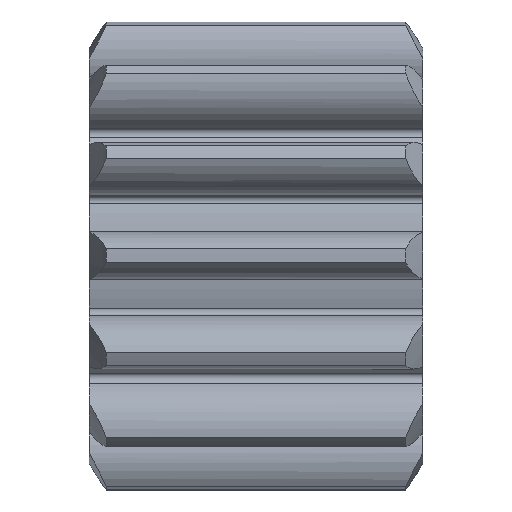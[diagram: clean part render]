
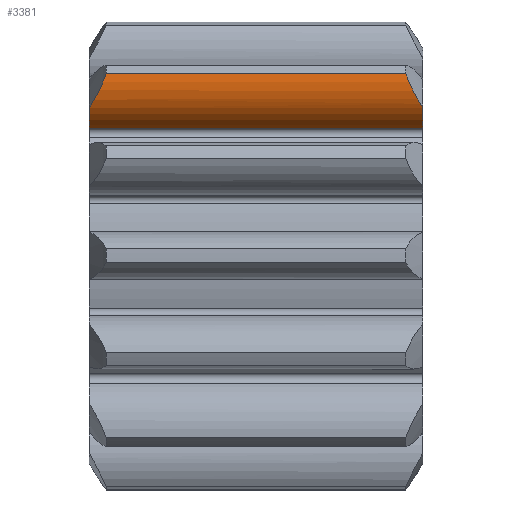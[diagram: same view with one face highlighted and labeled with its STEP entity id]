
A CAD part, top view. The second image highlights one B-rep face of the part: STEP entity #3381.
In plain terms, the highlighted cylindrical face has radius 2.226 mm (diameter 4.452 mm), a partial arc.
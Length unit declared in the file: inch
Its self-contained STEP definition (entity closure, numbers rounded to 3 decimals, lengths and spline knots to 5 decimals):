
#509=CARTESIAN_POINT('',(0.28,0.24755,0.24743));
#510=VERTEX_POINT('',#509);
#518=CARTESIAN_POINT('',(0.28,0.21372,0.2113));
#519=VERTEX_POINT('',#518);
#520=CARTESIAN_POINT('',(0.28,0.29201,0.17191));
#521=DIRECTION('',(1.0,0.0,0.0));
#522=DIRECTION('',(0.0,-0.151,-0.989));
#523=AXIS2_PLACEMENT_3D('',#520,#521,#522);
#524=CIRCLE('',#523,0.08763);
#525=EDGE_CURVE('',#510,#519,#524,.T.);
#1664=CARTESIAN_POINT('',(-0.28,0.21372,0.2113));
#1665=VERTEX_POINT('',#1664);
#1673=CARTESIAN_POINT('',(-0.28,0.24755,0.24743));
#1674=VERTEX_POINT('',#1673);
#1675=CARTESIAN_POINT('',(-0.28,0.29201,0.17191));
#1676=DIRECTION('',(-1.0,0.0,0.0));
#1677=DIRECTION('',(0.0,-0.151,-0.989));
#1678=AXIS2_PLACEMENT_3D('',#1675,#1676,#1677);
#1679=CIRCLE('',#1678,0.08763);
#1680=EDGE_CURVE('',#1665,#1674,#1679,.T.);
#3330=CARTESIAN_POINT('',(0.28,0.21372,0.2113));
#3331=DIRECTION('',(-1.0,0.0,0.0));
#3332=VECTOR('',#3331,0.56);
#3333=LINE('',#3330,#3332);
#3334=EDGE_CURVE('',#519,#1665,#3333,.T.);
#3339=CARTESIAN_POINT('',(0.28,0.29201,0.17191));
#3340=DIRECTION('',(-1.0,0.0,0.0));
#3341=DIRECTION('',(0.0,-0.151,-0.989));
#3342=AXIS2_PLACEMENT_3D('',#3339,#3340,#3341);
#3343=CYLINDRICAL_SURFACE('',#3342,0.08763);
#3344=ORIENTED_EDGE('',*,*,#1680,.F.);
#3345=ORIENTED_EDGE('',*,*,#3334,.F.);
#3346=ORIENTED_EDGE('',*,*,#525,.F.);
#3347=CARTESIAN_POINT('',(0.25113,0.30521,0.25854));
#3348=VERTEX_POINT('',#3347);
#3349=CARTESIAN_POINT('',(0.25113,0.30521,0.25854));
#3350=CARTESIAN_POINT('',(0.25145,0.30438,0.25867));
#3351=CARTESIAN_POINT('',(0.25178,0.30354,0.25878));
#3352=CARTESIAN_POINT('',(0.25736,0.28933,0.26054));
#3353=CARTESIAN_POINT('',(0.2639,0.27525,0.25899));
#3354=CARTESIAN_POINT('',(0.27394,0.25726,0.25255));
#3355=CARTESIAN_POINT('',(0.27695,0.25224,0.25019));
#3356=CARTESIAN_POINT('',(0.28,0.24755,0.24743));
#3357=B_SPLINE_CURVE_WITH_KNOTS('',3,(#3349,#3350,#3351,#3352,#3353,#3354,#3355,#3356),.UNSPECIFIED.,.F.,.U.,(4,2,2,4),(1.22247,1.22931,1.33962,1.38487),.UNSPECIFIED.);
#3358=EDGE_CURVE('',#3348,#510,#3357,.T.);
#3359=ORIENTED_EDGE('',*,*,#3358,.F.);
#3360=CARTESIAN_POINT('',(-0.25113,0.30521,0.25854));
#3361=VERTEX_POINT('',#3360);
#3362=CARTESIAN_POINT('',(-0.25113,0.30521,0.25854));
#3363=DIRECTION('',(1.0,0.0,0.0));
#3364=VECTOR('',#3363,0.50226);
#3365=LINE('',#3362,#3364);
#3366=EDGE_CURVE('',#3361,#3348,#3365,.T.);
#3367=ORIENTED_EDGE('',*,*,#3366,.F.);
#3368=CARTESIAN_POINT('',(-0.28,0.24755,0.24743));
#3369=CARTESIAN_POINT('',(-0.27695,0.25224,0.25019));
#3370=CARTESIAN_POINT('',(-0.27394,0.25726,0.25255));
#3371=CARTESIAN_POINT('',(-0.2639,0.27525,0.25899));
#3372=CARTESIAN_POINT('',(-0.25736,0.28933,0.26054));
#3373=CARTESIAN_POINT('',(-0.25178,0.30354,0.25878));
#3374=CARTESIAN_POINT('',(-0.25145,0.30438,0.25867));
#3375=CARTESIAN_POINT('',(-0.25113,0.30521,0.25854));
#3376=B_SPLINE_CURVE_WITH_KNOTS('',3,(#3368,#3369,#3370,#3371,#3372,#3373,#3374,#3375),.UNSPECIFIED.,.F.,.U.,(4,2,2,4),(0.06506,0.11031,0.22062,0.22746),.UNSPECIFIED.);
#3377=EDGE_CURVE('',#1674,#3361,#3376,.T.);
#3378=ORIENTED_EDGE('',*,*,#3377,.F.);
#3379=EDGE_LOOP('',(#3344,#3345,#3346,#3359,#3367,#3378));
#3380=FACE_OUTER_BOUND('',#3379,.T.);
#3381=ADVANCED_FACE('',(#3380),#3343,.T.);
